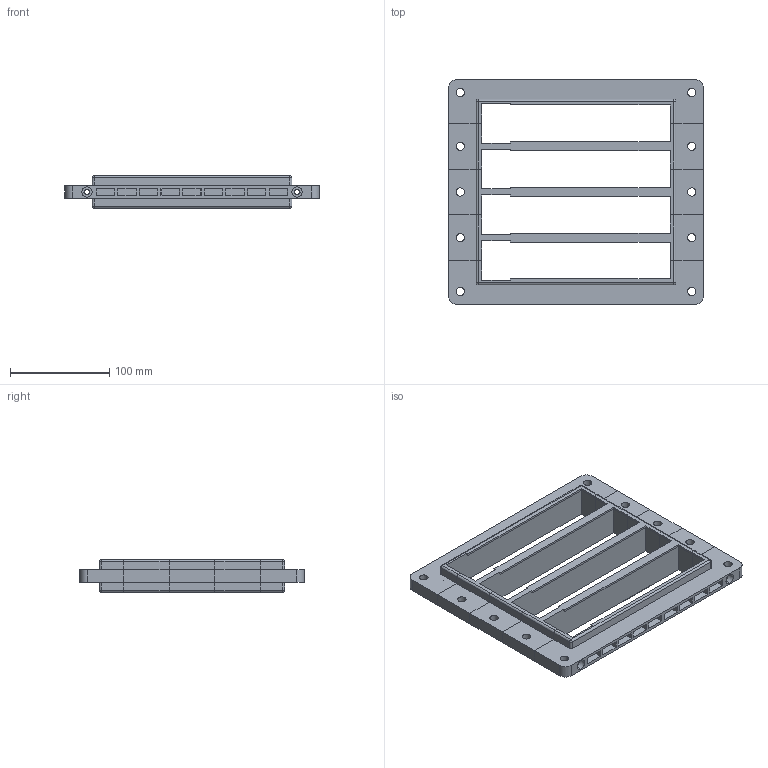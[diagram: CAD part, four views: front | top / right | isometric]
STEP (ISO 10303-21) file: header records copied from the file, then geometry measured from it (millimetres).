
FILE_DESCRIPTION(/* description */ (''),/* implementation_level */ '2;1');
FILE_NAME(/* name */ 'RFCS_64.stp',/* time_stamp */ '2020-12-29T15:44:39+05:00',/* author */ (''),/* organization */ (''),/* preprocessor_version */ 'ST-DEVELOPER v16',/* originating_system */ 'SIEMENS PLM Software NX 10.0',/* authorisation */ '');
FILE_SCHEMA (('AP203_CONFIGURATION_CONTROLLED_3D_DESIGN_OF_MECHANICAL_PARTS_AND_ASSEMBLIES_MIM_LF { 1 0 10303 403 2 1 2}'));
Length unit declared in the file: millimetre
Products named in the file (1): Gurp33D020843d22
Bounding box: 256 x 226 x 33 mm (x, y, z)
Volume: 410175.9 mm3; surface area: 186274.4 mm2
Topology: 5 solids, 5 shells, 365 faces, 945 edges, 627 vertices
Faces by surface type: plane 271, cylinder 86, sphere 8
Full cylindrical faces by diameter (mm): 6 x14, 6.2 x2, 7 x6, 8.5 x6
Entity records: 10922 total; most frequent: CARTESIAN_POINT 1900, ORIENTED_EDGE 1800, DIRECTION 1788, EDGE_CURVE 900, LINE 728, VECTOR 728, VERTEX_POINT 610, AXIS2_PLACEMENT_3D 530
